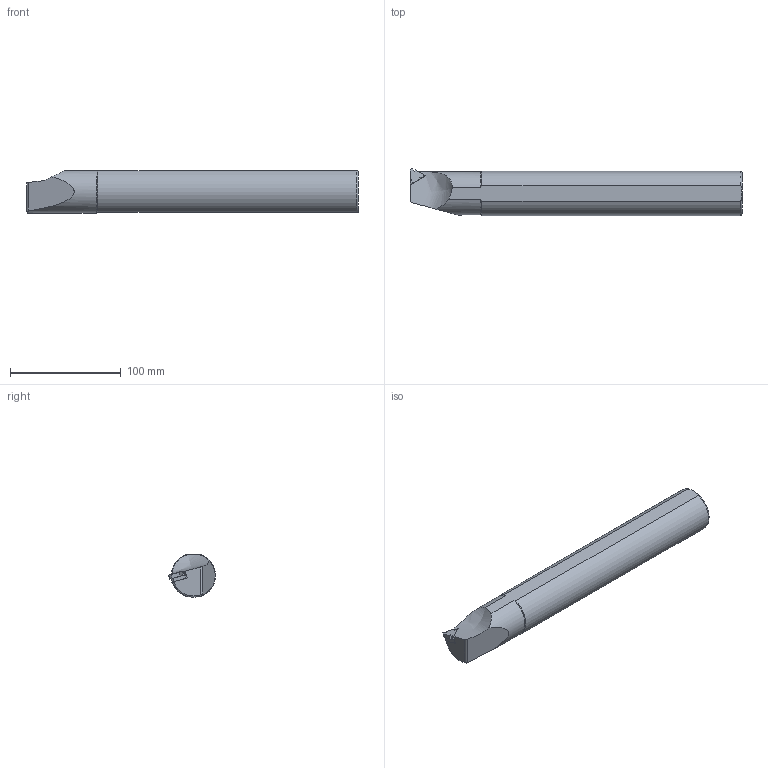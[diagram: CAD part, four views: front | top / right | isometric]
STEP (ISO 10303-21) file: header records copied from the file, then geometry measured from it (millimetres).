
FILE_DESCRIPTION(/* description */ (''),/* implementation_level */ '2;1');
FILE_NAME(/* name */ 'TIL-A40T-16.stp',/* time_stamp */ '2023-10-19T14:25:16+03:00',/* author */ (''),/* organization */ (''),/* preprocessor_version */ 'ST-DEVELOPER v19.4',/* originating_system */ 'SIEMENS PLM Software NX2306.3001',/* authorisation */ '');
FILE_SCHEMA (('AUTOMOTIVE_DESIGN { 1 0 10303 214 3 1 1 1 }'));
Length unit declared in the file: millimetre
Products named in the file (1): model1
Bounding box: 300 x 42.59 x 38.24 mm (x, y, z)
Volume: 351497.3 mm3; surface area: 39035.2 mm2
Topology: 2 solids, 2 shells, 49 faces, 129 edges, 84 vertices
Faces by surface type: plane 34, cylinder 10, cone 3, bspline 1, torus 1
Entity records: 2204 total; most frequent: CARTESIAN_POINT 648, ORIENTED_EDGE 254, DIRECTION 229, EDGE_CURVE 127, VERTEX_POINT 83, LINE 83, VECTOR 83, AXIS2_PLACEMENT_3D 73
